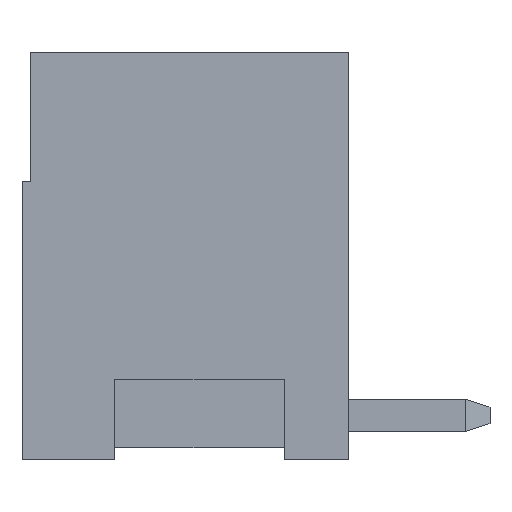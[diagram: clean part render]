
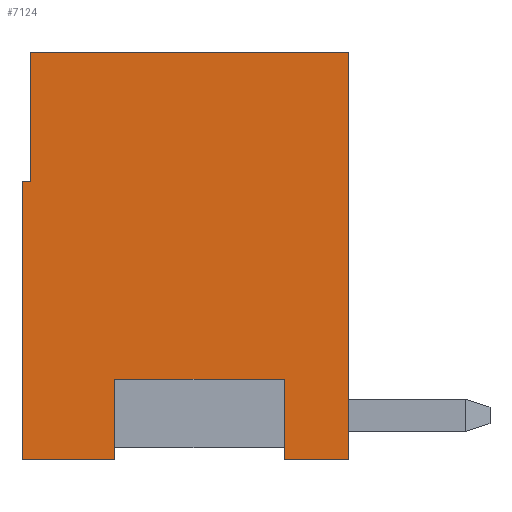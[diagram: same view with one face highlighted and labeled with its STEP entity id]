
A CAD part, left-side view. The second image highlights one B-rep face of the part: STEP entity #7124.
In plain terms, the highlighted planar face has unit normal (-1, 0, 0).
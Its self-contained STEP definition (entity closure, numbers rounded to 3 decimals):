
#720=ORIENTED_EDGE('',*,*,#2427,.T.);
#721=ORIENTED_EDGE('',*,*,#2715,.T.);
#722=ORIENTED_EDGE('',*,*,#2716,.T.);
#723=ORIENTED_EDGE('',*,*,#2717,.T.);
#724=ORIENTED_EDGE('',*,*,#2712,.T.);
#725=ORIENTED_EDGE('',*,*,#2222,.T.);
#726=ORIENTED_EDGE('',*,*,#2273,.T.);
#727=ORIENTED_EDGE('',*,*,#2718,.F.);
#728=ORIENTED_EDGE('',*,*,#2719,.F.);
#729=ORIENTED_EDGE('',*,*,#2720,.T.);
#2222=EDGE_CURVE('',#3246,#3245,#3931,.T.);
#2273=EDGE_CURVE('',#3245,#3293,#3982,.T.);
#2427=EDGE_CURVE('',#3441,#3439,#4136,.T.);
#2712=EDGE_CURVE('',#3686,#3246,#4400,.T.);
#2715=EDGE_CURVE('',#3439,#3688,#4403,.T.);
#2716=EDGE_CURVE('',#3688,#3689,#4404,.T.);
#2717=EDGE_CURVE('',#3689,#3686,#4405,.T.);
#2718=EDGE_CURVE('',#3690,#3293,#4406,.T.);
#2719=EDGE_CURVE('',#3691,#3690,#4407,.T.);
#2720=EDGE_CURVE('',#3691,#3441,#4408,.T.);
#3245=VERTEX_POINT('',#9826);
#3246=VERTEX_POINT('',#9828);
#3293=VERTEX_POINT('',#9928);
#3439=VERTEX_POINT('',#10251);
#3441=VERTEX_POINT('',#10254);
#3686=VERTEX_POINT('',#10834);
#3688=VERTEX_POINT('',#10840);
#3689=VERTEX_POINT('',#10842);
#3690=VERTEX_POINT('',#10845);
#3691=VERTEX_POINT('',#10847);
#3931=LINE('',#9827,#4920);
#3982=LINE('',#9930,#4971);
#4136=LINE('',#10253,#5125);
#4400=LINE('',#10833,#5389);
#4403=LINE('',#10839,#5392);
#4404=LINE('',#10841,#5393);
#4405=LINE('',#10843,#5394);
#4406=LINE('',#10844,#5395);
#4407=LINE('',#10846,#5396);
#4408=LINE('',#10848,#5397);
#4920=VECTOR('',#7943,1000.);
#4971=VECTOR('',#8000,1000.);
#5125=VECTOR('',#8200,1000.);
#5389=VECTOR('',#8606,1000.);
#5392=VECTOR('',#8611,1000.);
#5393=VECTOR('',#8612,1000.);
#5394=VECTOR('',#8613,1000.);
#5395=VECTOR('',#8614,1000.);
#5396=VECTOR('',#8615,1000.);
#5397=VECTOR('',#8616,1000.);
#5957=EDGE_LOOP('',(#720,#721,#722,#723,#724,#725,#726,#727,#728,#729));
#6372=FACE_BOUND('',#5957,.T.);
#6762=PLANE('',#7548);
#7124=ADVANCED_FACE('',(#6372),#6762,.T.);
#7548=AXIS2_PLACEMENT_3D('',#10838,#8609,#8610);
#7943=DIRECTION('',(0.,0.,1.));
#8000=DIRECTION('',(0.,1.,0.));
#8200=DIRECTION('',(0.,-1.,0.));
#8606=DIRECTION('',(0.,-1.,0.));
#8609=DIRECTION('',(-1.,0.,0.));
#8610=DIRECTION('',(0.,0.,1.));
#8611=DIRECTION('',(0.,0.,1.));
#8612=DIRECTION('',(0.,-1.,0.));
#8613=DIRECTION('',(0.,0.,-1.));
#8614=DIRECTION('',(0.,0.,1.));
#8615=DIRECTION('',(0.,-1.,0.));
#8616=DIRECTION('',(0.,0.,-1.));
#9826=CARTESIAN_POINT('',(-8.5,-4.05,5.05));
#9827=CARTESIAN_POINT('',(-8.5,-4.05,-5.05));
#9828=CARTESIAN_POINT('',(-8.5,-4.05,-5.05));
#9928=CARTESIAN_POINT('',(-8.5,3.85,5.05));
#9930=CARTESIAN_POINT('',(-8.5,-4.05,5.05));
#10251=CARTESIAN_POINT('',(-8.5,1.75,-5.05));
#10253=CARTESIAN_POINT('',(-8.5,4.05,-5.05));
#10254=CARTESIAN_POINT('',(-8.5,4.05,-5.05));
#10833=CARTESIAN_POINT('',(-8.5,4.05,-5.05));
#10834=CARTESIAN_POINT('',(-8.5,-2.45,-5.05));
#10838=CARTESIAN_POINT('',(-8.5,0.,0.));
#10839=CARTESIAN_POINT('',(-8.5,1.75,-5.05));
#10840=CARTESIAN_POINT('',(-8.5,1.75,-3.05));
#10841=CARTESIAN_POINT('',(-8.5,1.75,-3.05));
#10842=CARTESIAN_POINT('',(-8.5,-2.45,-3.05));
#10843=CARTESIAN_POINT('',(-8.5,-2.45,-3.05));
#10844=CARTESIAN_POINT('',(-8.5,3.85,0.));
#10845=CARTESIAN_POINT('',(-8.5,3.85,1.85));
#10846=CARTESIAN_POINT('',(-8.5,0.,1.85));
#10847=CARTESIAN_POINT('',(-8.5,4.05,1.85));
#10848=CARTESIAN_POINT('',(-8.5,4.05,5.05));
